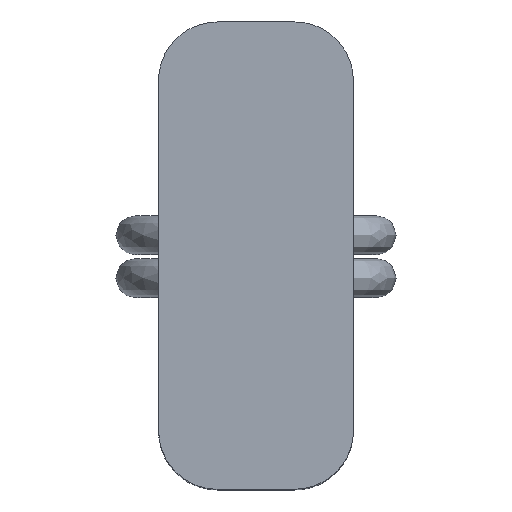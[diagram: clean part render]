
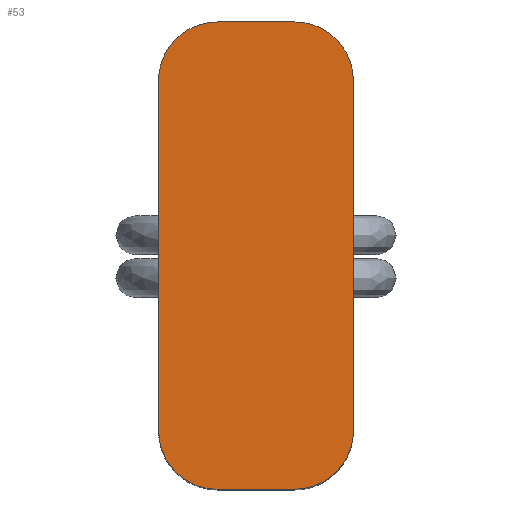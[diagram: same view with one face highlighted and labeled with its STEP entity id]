
A CAD part, top view. The second image highlights one B-rep face of the part: STEP entity #53.
In plain terms, the highlighted free-form (B-spline) face has degree [1, 1] with [2, 2] control points.
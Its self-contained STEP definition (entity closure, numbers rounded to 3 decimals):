
#31 = VERTEX_POINT('',#32);
#32 = CARTESIAN_POINT('',(1.312,-7.871,15.741
    ));
#37 = EDGE_CURVE('',#31,#38,#40,.T.);
#38 = VERTEX_POINT('',#39);
#39 = CARTESIAN_POINT('',(-1.312,-7.871,
    15.741));
#40 = B_SPLINE_CURVE_WITH_KNOTS('',1,(#41,#42),.UNSPECIFIED.,.F.,.F.,(2,
    2),(1.5,3.5),.PIECEWISE_BEZIER_KNOTS.);
#41 = CARTESIAN_POINT('',(1.312,-7.871,15.741
    ));
#42 = CARTESIAN_POINT('',(-1.312,-7.871,
    15.741));
#53 = ADVANCED_FACE('',(#54),#108,.T.);
#54 = FACE_BOUND('',#55,.T.);
#55 = EDGE_LOOP('',(#56,#65,#73,#80,#88,#95,#101,#102));
#56 = ORIENTED_EDGE('',*,*,#57,.T.);
#57 = EDGE_CURVE('',#58,#60,#62,.T.);
#58 = VERTEX_POINT('',#59);
#59 = CARTESIAN_POINT('',(3.279,-5.903,15.741
    ));
#60 = VERTEX_POINT('',#61);
#61 = CARTESIAN_POINT('',(3.279,5.903,15.741)
  );
#62 = B_SPLINE_CURVE_WITH_KNOTS('',1,(#63,#64),.UNSPECIFIED.,.F.,.F.,(2,
    2),(1.5,10.5),.PIECEWISE_BEZIER_KNOTS.);
#63 = CARTESIAN_POINT('',(3.279,-5.903,15.741
    ));
#64 = CARTESIAN_POINT('',(3.279,5.903,15.741)
  );
#65 = ORIENTED_EDGE('',*,*,#66,.T.);
#66 = EDGE_CURVE('',#60,#67,#69,.T.);
#67 = VERTEX_POINT('',#68);
#68 = CARTESIAN_POINT('',(1.312,7.871,15.741)
  );
#69 = ( BOUNDED_CURVE() B_SPLINE_CURVE(2,(#70,#71,#72),.UNSPECIFIED.,.F.
,.F.) B_SPLINE_CURVE_WITH_KNOTS((3,3),(0.,1.571),
.PIECEWISE_BEZIER_KNOTS.) CURVE() GEOMETRIC_REPRESENTATION_ITEM() 
RATIONAL_B_SPLINE_CURVE((1.,0.707,1.)) REPRESENTATION_ITEM('') 
  );
#70 = CARTESIAN_POINT('',(3.279,5.903,15.741)
  );
#71 = CARTESIAN_POINT('',(3.279,7.871,15.741)
  );
#72 = CARTESIAN_POINT('',(1.312,7.871,15.741)
  );
#73 = ORIENTED_EDGE('',*,*,#74,.T.);
#74 = EDGE_CURVE('',#67,#75,#77,.T.);
#75 = VERTEX_POINT('',#76);
#76 = CARTESIAN_POINT('',(-1.312,7.871,15.741
    ));
#77 = B_SPLINE_CURVE_WITH_KNOTS('',1,(#78,#79),.UNSPECIFIED.,.F.,.F.,(2,
    2),(1.5,3.5),.PIECEWISE_BEZIER_KNOTS.);
#78 = CARTESIAN_POINT('',(1.312,7.871,15.741)
  );
#79 = CARTESIAN_POINT('',(-1.312,7.871,15.741
    ));
#80 = ORIENTED_EDGE('',*,*,#81,.T.);
#81 = EDGE_CURVE('',#75,#82,#84,.T.);
#82 = VERTEX_POINT('',#83);
#83 = CARTESIAN_POINT('',(-3.279,5.903,15.741
    ));
#84 = ( BOUNDED_CURVE() B_SPLINE_CURVE(2,(#85,#86,#87),.UNSPECIFIED.,.F.
,.F.) B_SPLINE_CURVE_WITH_KNOTS((3,3),(1.571,3.142),
.PIECEWISE_BEZIER_KNOTS.) CURVE() GEOMETRIC_REPRESENTATION_ITEM() 
RATIONAL_B_SPLINE_CURVE((1.,0.707,1.)) REPRESENTATION_ITEM('') 
  );
#85 = CARTESIAN_POINT('',(-1.312,7.871,15.741
    ));
#86 = CARTESIAN_POINT('',(-3.279,7.871,15.741
    ));
#87 = CARTESIAN_POINT('',(-3.279,5.903,15.741
    ));
#88 = ORIENTED_EDGE('',*,*,#89,.F.);
#89 = EDGE_CURVE('',#90,#82,#92,.T.);
#90 = VERTEX_POINT('',#91);
#91 = CARTESIAN_POINT('',(-3.279,-5.903,
    15.741));
#92 = B_SPLINE_CURVE_WITH_KNOTS('',1,(#93,#94),.UNSPECIFIED.,.F.,.F.,(2,
    2),(1.5,10.5),.PIECEWISE_BEZIER_KNOTS.);
#93 = CARTESIAN_POINT('',(-3.279,-5.903,
    15.741));
#94 = CARTESIAN_POINT('',(-3.279,5.903,15.741
    ));
#95 = ORIENTED_EDGE('',*,*,#96,.T.);
#96 = EDGE_CURVE('',#90,#38,#97,.T.);
#97 = ( BOUNDED_CURVE() B_SPLINE_CURVE(2,(#98,#99,#100),.UNSPECIFIED.,
.F.,.F.) B_SPLINE_CURVE_WITH_KNOTS((3,3),(3.142,4.712),
.PIECEWISE_BEZIER_KNOTS.) CURVE() GEOMETRIC_REPRESENTATION_ITEM() 
RATIONAL_B_SPLINE_CURVE((1.,0.707,1.)) REPRESENTATION_ITEM('') 
  );
#98 = CARTESIAN_POINT('',(-3.279,-5.903,
    15.741));
#99 = CARTESIAN_POINT('',(-3.279,-7.871,
    15.741));
#100 = CARTESIAN_POINT('',(-1.312,-7.871,
    15.741));
#101 = ORIENTED_EDGE('',*,*,#37,.F.);
#102 = ORIENTED_EDGE('',*,*,#103,.T.);
#103 = EDGE_CURVE('',#31,#58,#104,.T.);
#104 = ( BOUNDED_CURVE() B_SPLINE_CURVE(2,(#105,#106,#107),
.UNSPECIFIED.,.F.,.F.) B_SPLINE_CURVE_WITH_KNOTS((3,3),(4.712,
6.283),.PIECEWISE_BEZIER_KNOTS.) CURVE() 
GEOMETRIC_REPRESENTATION_ITEM() RATIONAL_B_SPLINE_CURVE((1.,
0.707,1.)) REPRESENTATION_ITEM('') );
#105 = CARTESIAN_POINT('',(1.312,-7.871,
    15.741));
#106 = CARTESIAN_POINT('',(3.279,-7.871,
    15.741));
#107 = CARTESIAN_POINT('',(3.279,-5.903,
    15.741));
#108 = B_SPLINE_SURFACE_WITH_KNOTS('',1,1,(
    (#109,#110)
    ,(#111,#112
    )),.UNSPECIFIED.,.F.,.F.,.F.,(2,2),(2,2),(-5.,0.),(0.,12.),
  .PIECEWISE_BEZIER_KNOTS.);
#109 = CARTESIAN_POINT('',(-3.279,-7.871,
    15.741));
#110 = CARTESIAN_POINT('',(-3.279,7.871,
    15.741));
#111 = CARTESIAN_POINT('',(3.279,-7.871,
    15.741));
#112 = CARTESIAN_POINT('',(3.279,7.871,15.741
    ));
